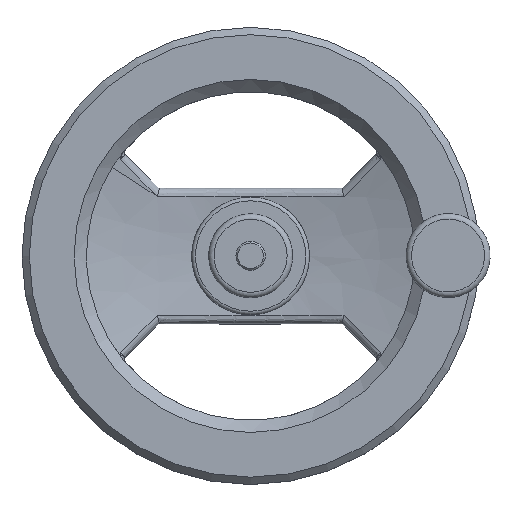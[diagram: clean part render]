
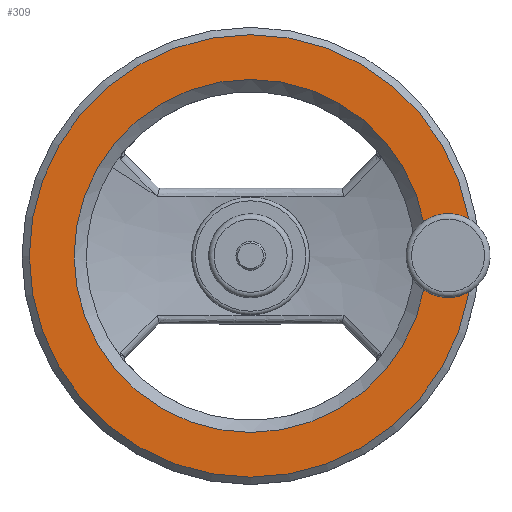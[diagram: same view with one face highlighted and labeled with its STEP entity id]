
A CAD part, top view. The second image highlights one B-rep face of the part: STEP entity #309.
In plain terms, the highlighted planar face has unit normal (0, 0, 1).
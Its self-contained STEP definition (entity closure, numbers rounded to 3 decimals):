
#309 = ADVANCED_FACE( '', ( #568, #569, #570 ), #571, .F. );
#568 = FACE_BOUND( '', #1768, .T. );
#569 = FACE_OUTER_BOUND( '', #1769, .T. );
#570 = FACE_BOUND( '', #1770, .T. );
#571 = PLANE( '', #1771 );
#1768 = EDGE_LOOP( '', ( #2269 ) );
#1769 = EDGE_LOOP( '', ( #2270 ) );
#1770 = EDGE_LOOP( '', ( #2271 ) );
#1771 = AXIS2_PLACEMENT_3D( '', #2272, #2273, #2274 );
#2269 = ORIENTED_EDGE( '', *, *, #2671, .T. );
#2270 = ORIENTED_EDGE( '', *, *, #2694, .T. );
#2271 = ORIENTED_EDGE( '', *, *, #2770, .F. );
#2272 = CARTESIAN_POINT( '', ( 0., 62.5, 30. ) );
#2273 = DIRECTION( '', ( 0., 0., -1. ) );
#2274 = DIRECTION( '', ( -1., 0., 0. ) );
#2671 = EDGE_CURVE( '', #2886, #2886, #2887, .T. );
#2694 = EDGE_CURVE( '', #2931, #2931, #2932, .F. );
#2770 = EDGE_CURVE( '', #3049, #3049, #3050, .T. );
#2886 = VERTEX_POINT( '', #3193 );
#2887 = CIRCLE( '', #3194, 5. );
#2931 = VERTEX_POINT( '', #3499 );
#2932 = CIRCLE( '', #3500, 60.5 );
#3049 = VERTEX_POINT( '', #5013 );
#3050 = CIRCLE( '', #5014, 48.27 );
#3193 = CARTESIAN_POINT( '', ( 54., -5., 30. ) );
#3194 = AXIS2_PLACEMENT_3D( '', #5197, #5198, #5199 );
#3499 = CARTESIAN_POINT( '', ( -60.5, 0., 30. ) );
#3500 = AXIS2_PLACEMENT_3D( '', #5233, #5234, #5235 );
#5013 = CARTESIAN_POINT( '', ( 48.27, 0., 30. ) );
#5014 = AXIS2_PLACEMENT_3D( '', #5275, #5276, #5277 );
#5197 = CARTESIAN_POINT( '', ( 54., 0., 30. ) );
#5198 = DIRECTION( '', ( 0., 0., -1. ) );
#5199 = DIRECTION( '', ( 0., -1., 0. ) );
#5233 = CARTESIAN_POINT( '', ( 0., 0., 30. ) );
#5234 = DIRECTION( '', ( 0., 0., -1. ) );
#5235 = DIRECTION( '', ( -1., 0., 0. ) );
#5275 = CARTESIAN_POINT( '', ( 0., 0., 30. ) );
#5276 = DIRECTION( '', ( 0., 0., 1. ) );
#5277 = DIRECTION( '', ( 1., 0., 0. ) );
